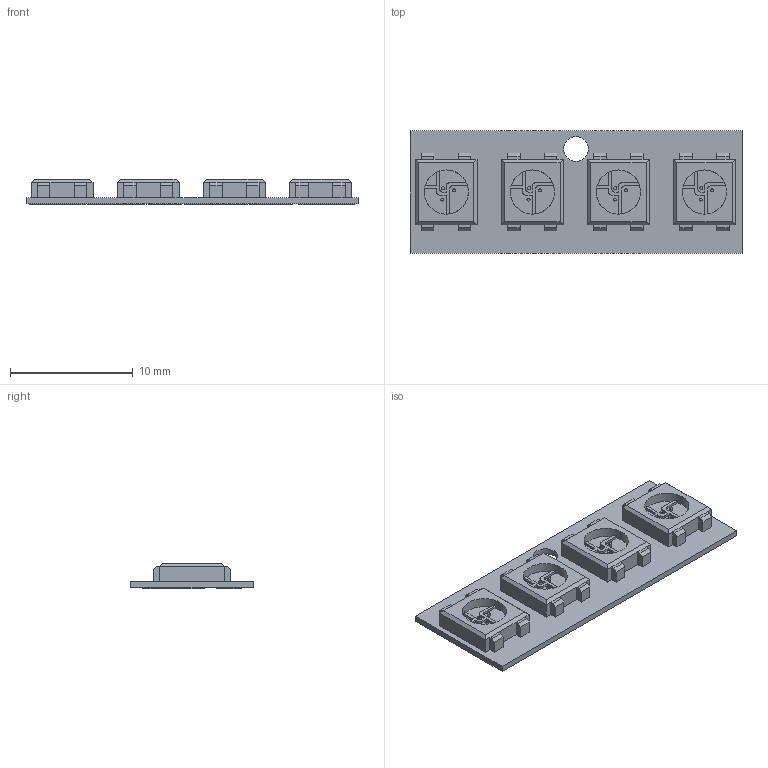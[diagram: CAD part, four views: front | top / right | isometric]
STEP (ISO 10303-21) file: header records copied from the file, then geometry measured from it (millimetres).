
FILE_DESCRIPTION(('HOOPS Exchange Step'),'2;1');
FILE_NAME('temp_export','2025-12-30T04:04:08+01:00',('sande'),('Shapr3D Limited'),'HOOPS Exchange 2024.8','Shapr3D','Authorized');
FILE_SCHEMA( ('AP242_MANAGED_MODEL_BASED_3D_ENGINEERING_MIM_LF {1 0 10303 442 1 1 4}') );
Length unit declared in the file: millimetre
Products named in the file (5): Sketch; PCB; LEDS; Solder strips; root
Assembly tree (4 placements, depth 2):
  root
    Sketch
    PCB
    LEDS
    Solder strips
Bounding box: 27 x 10 x 2.05 mm (x, y, z)
Volume: 271.3 mm3; surface area: 1091.9 mm2
Topology: 11 solids, 11 shells, 605 faces, 1555 edges, 1030 vertices
Faces by surface type: plane 481, bspline 91, cylinder 33
Full cylindrical faces by diameter (mm): 0.25 x12, 2 x1, 3.6 x4
Entity records: 22734 total; most frequent: CARTESIAN_POINT 8271, ORIENTED_EDGE 3110, DIRECTION 2547, EDGE_CURVE 1555, VECTOR 1247, LINE 1247, VERTEX_POINT 1030, EDGE_LOOP 665
